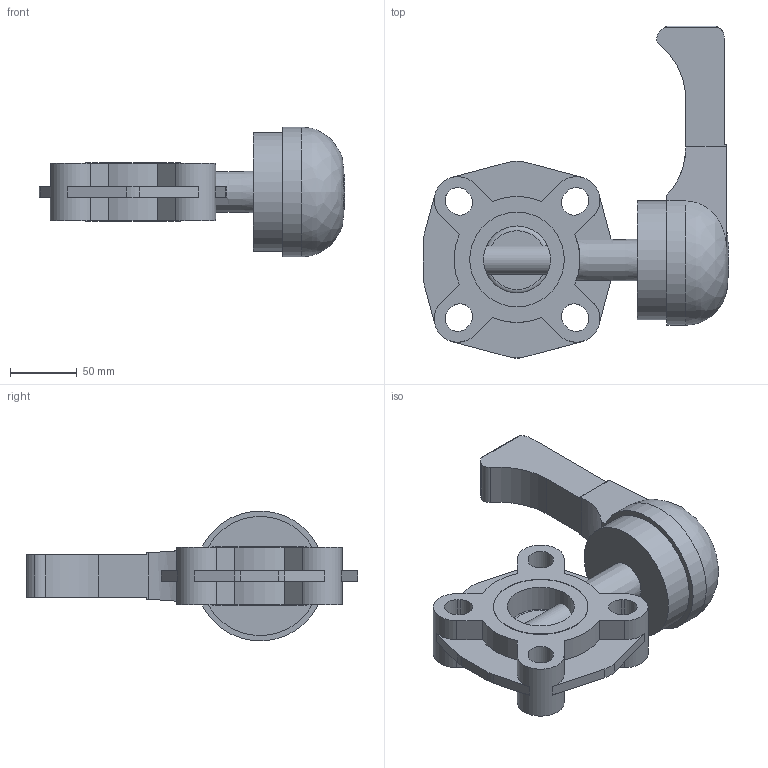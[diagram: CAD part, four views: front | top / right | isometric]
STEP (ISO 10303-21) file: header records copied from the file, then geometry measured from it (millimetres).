
FILE_DESCRIPTION(/* description */ (''),/* implementation_level */ '2;1');
FILE_NAME(/* name */ 'FKOVLM063E.iam.stp',/* time_stamp */ '2013-10-01T10:18:32+02:00',/* author */ ('bfaro'),/* organization */ (''),/* preprocessor_version */ 'ST-DEVELOPER v15.2',/* originating_system */ 'Autodesk Inventor 2014',/* authorisation */ '');
FILE_SCHEMA (('AUTOMOTIVE_DESIGN { 1 0 10303 214 3 1 1 }'));
Length unit declared in the file: millimetre
Products named in the file (5): Piastrina 40; Maniglia FK  50-63-75; cassa FK 063; Disco FE-FK 063; FKOVLM063E
Bounding box: 228.09 x 248.06 x 96.99 mm (x, y, z)
Volume: 1026353.6 mm3; surface area: 138902.1 mm2
Topology: 4 solids, 4 shells, 171 faces, 458 edges, 306 vertices
Faces by surface type: plane 101, cylinder 66, torus 2, bspline 1, cone 1
Full cylindrical faces by diameter (mm): 22 x1, 26.1 x1, 50 x1, 70.7 x2, 89 x1
Entity records: 5727 total; most frequent: CARTESIAN_POINT 1199, DIRECTION 947, ORIENTED_EDGE 902, EDGE_CURVE 451, AXIS2_PLACEMENT_3D 334, VERTEX_POINT 306, LINE 279, VECTOR 279
